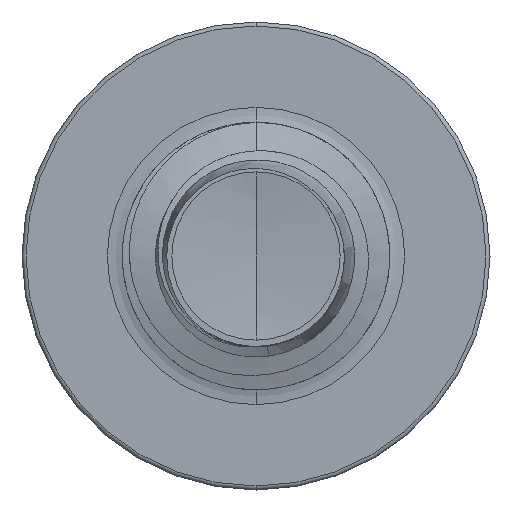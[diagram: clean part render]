
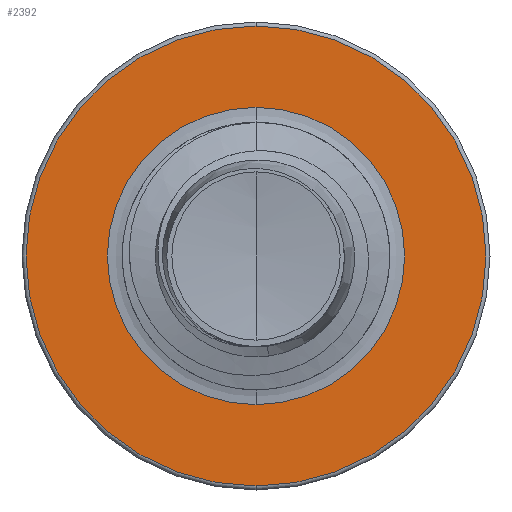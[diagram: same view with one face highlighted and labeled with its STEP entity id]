
A CAD part, front view. The second image highlights one B-rep face of the part: STEP entity #2392.
In plain terms, the highlighted planar face has unit normal (0, -1, 0).
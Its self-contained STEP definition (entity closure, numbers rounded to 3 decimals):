
#95 = CARTESIAN_POINT ( 'NONE',  ( 0., 2.25, -1.72 ) ) ;
#490 = CARTESIAN_POINT ( 'NONE',  ( 0., 2.25, 0. ) ) ;
#546 = CARTESIAN_POINT ( 'NONE',  ( 0., 2.25, 1.72 ) ) ;
#1271 = AXIS2_PLACEMENT_3D ( 'NONE', #8361, #8274, #8259 ) ;
#1358 = DIRECTION ( 'NONE',  ( 0., 1., 0. ) ) ;
#1685 = DIRECTION ( 'NONE',  ( 0., 0., 1. ) ) ;
#1756 = CIRCLE ( 'NONE', #8434, 1.72 ) ;
#1866 = EDGE_LOOP ( 'NONE', ( #2422, #2131 ) ) ;
#2131 = ORIENTED_EDGE ( 'NONE', *, *, #5456, .F. ) ;
#2277 = CIRCLE ( 'NONE', #2538, 1.72 ) ;
#2392 = ADVANCED_FACE ( 'NONE', ( #10370, #12683 ), #8610, .F. ) ;
#2422 = ORIENTED_EDGE ( 'NONE', *, *, #4721, .F. ) ;
#2464 = DIRECTION ( 'NONE',  ( 0., 1., 0. ) ) ;
#2538 = AXIS2_PLACEMENT_3D ( 'NONE', #7718, #1358, #8706 ) ;
#2912 = CIRCLE ( 'NONE', #10100, 1.112 ) ;
#4257 = CARTESIAN_POINT ( 'NONE',  ( 0., 2.25, -1.112 ) ) ;
#4443 = VERTEX_POINT ( 'NONE', #546 ) ;
#4520 = CIRCLE ( 'NONE', #12104, 1.112 ) ;
#4721 = EDGE_CURVE ( 'NONE', #4443, #9711, #1756, .T. ) ;
#4805 = EDGE_CURVE ( 'NONE', #10693, #11001, #4520, .T. ) ;
#5203 = EDGE_CURVE ( 'NONE', #11001, #10693, #2912, .T. ) ;
#5439 = DIRECTION ( 'NONE',  ( 0., 1., 0. ) ) ;
#5456 = EDGE_CURVE ( 'NONE', #9711, #4443, #2277, .T. ) ;
#6869 = ORIENTED_EDGE ( 'NONE', *, *, #5203, .T. ) ;
#6967 = EDGE_LOOP ( 'NONE', ( #6869, #10550 ) ) ;
#7718 = CARTESIAN_POINT ( 'NONE',  ( 0., 2.25, 0. ) ) ;
#7984 = DIRECTION ( 'NONE',  ( 0., 1., 0. ) ) ;
#8259 = DIRECTION ( 'NONE',  ( 0., 0., 1. ) ) ;
#8274 = DIRECTION ( 'NONE',  ( 0., 1., 0. ) ) ;
#8361 = CARTESIAN_POINT ( 'NONE',  ( 0., 2.25, -1.112 ) ) ;
#8434 = AXIS2_PLACEMENT_3D ( 'NONE', #8660, #2464, #9614 ) ;
#8610 = PLANE ( 'NONE',  #1271 ) ;
#8660 = CARTESIAN_POINT ( 'NONE',  ( 0., 2.25, 0. ) ) ;
#8706 = DIRECTION ( 'NONE',  ( 0., 0., 1. ) ) ;
#9526 = CARTESIAN_POINT ( 'NONE',  ( 0., 2.25, 1.112 ) ) ;
#9614 = DIRECTION ( 'NONE',  ( 0., 0., 1. ) ) ;
#9711 = VERTEX_POINT ( 'NONE', #95 ) ;
#10100 = AXIS2_PLACEMENT_3D ( 'NONE', #11359, #5439, #12219 ) ;
#10370 = FACE_OUTER_BOUND ( 'NONE', #1866, .T. ) ;
#10550 = ORIENTED_EDGE ( 'NONE', *, *, #4805, .T. ) ;
#10693 = VERTEX_POINT ( 'NONE', #4257 ) ;
#11001 = VERTEX_POINT ( 'NONE', #9526 ) ;
#11359 = CARTESIAN_POINT ( 'NONE',  ( 0., 2.25, 0. ) ) ;
#12104 = AXIS2_PLACEMENT_3D ( 'NONE', #490, #7984, #1685 ) ;
#12219 = DIRECTION ( 'NONE',  ( 0., 0., 1. ) ) ;
#12683 = FACE_BOUND ( 'NONE', #6967, .T. ) ;
